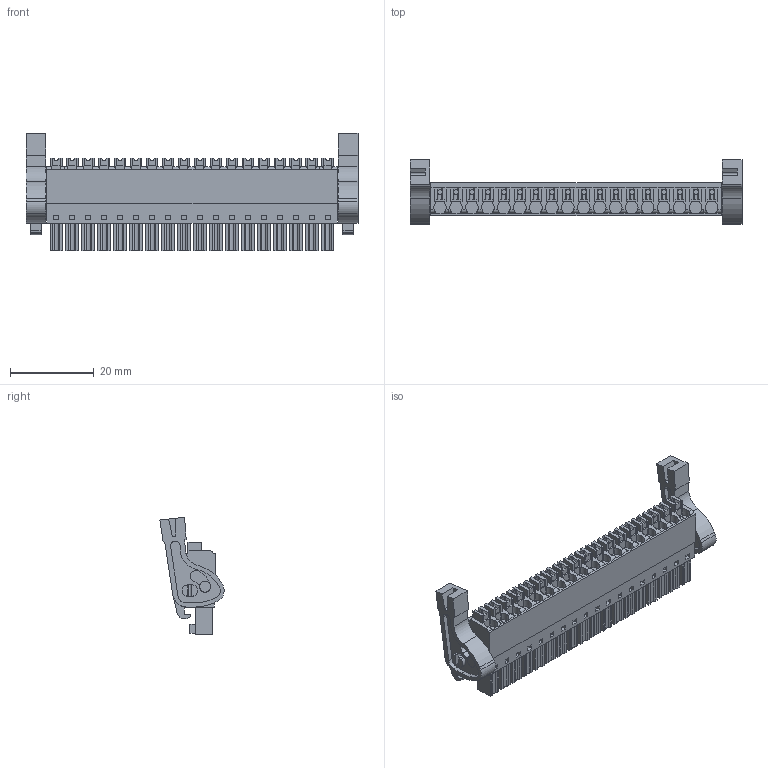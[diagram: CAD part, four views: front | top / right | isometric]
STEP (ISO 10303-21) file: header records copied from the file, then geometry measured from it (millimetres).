
FILE_DESCRIPTION(('CATIA V5 STEP','CAx-IF Rec.Pracs.--- Model Styling and Organization---1.2---2011-12-15'),'2;1');
FILE_NAME ('D1462255_0', '2017-07-31T12:35:59+00:00', ('none'), ('Weidmueller'), 'CATIA Version 5-6 Release 2014', 'CATIA V5 STEP AP214', 'none');
FILE_SCHEMA(('AUTOMOTIVE_DESIGN { 1 0 10303 214 1 1 1 1 }'));
Length unit declared in the file: millimetre
Products named in the file (1): 2442890000
Bounding box: 79.17 x 15.33 x 28 mm (x, y, z)
Volume: 9418.7 mm3; surface area: 8837.1 mm2
Topology: 21 solids, 21 shells, 1340 faces, 3670 edges, 2454 vertices
Faces by surface type: plane 1083, cylinder 257
Entity records: 38221 total; most frequent: CARTESIAN_POINT 7486, ORIENTED_EDGE 7340, DIRECTION 4613, EDGE_CURVE 3670, VECTOR 2954, LINE 2954, VERTEX_POINT 2454, EDGE_LOOP 1466
